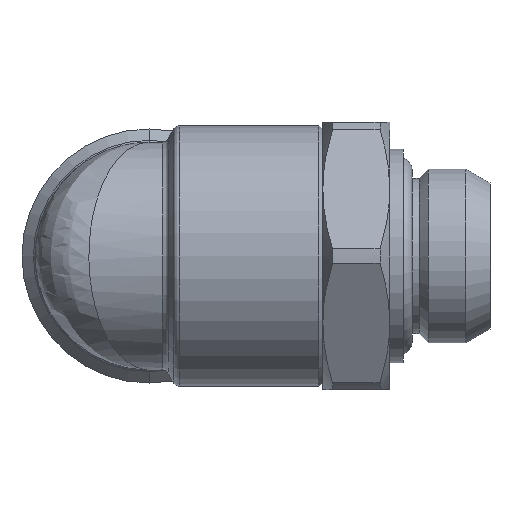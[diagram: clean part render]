
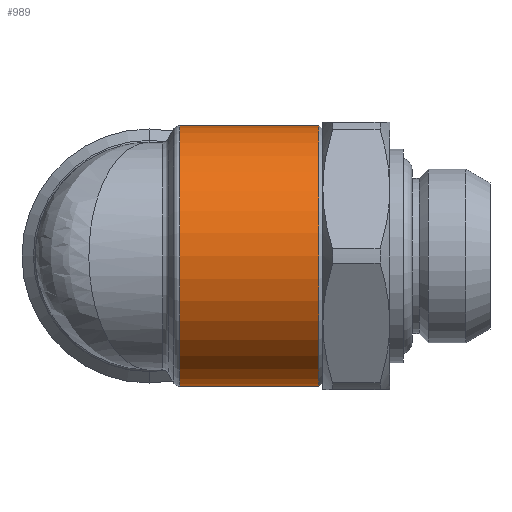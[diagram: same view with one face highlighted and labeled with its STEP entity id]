
A CAD part, left-side view. The second image highlights one B-rep face of the part: STEP entity #989.
In plain terms, the highlighted cylindrical face has radius 9.75 mm (diameter 19.5 mm), a partial arc.
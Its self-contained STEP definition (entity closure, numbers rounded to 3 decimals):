
#985 = EDGE_LOOP ( 'NONE', ( #1048, #990, #986, #987 ) ) ;
#986 = ORIENTED_EDGE ( 'NONE', *, *, #2862, .T. ) ;
#987 = ORIENTED_EDGE ( 'NONE', *, *, #2920, .T. ) ;
#989 = ADVANCED_FACE ( 'NONE', ( #2659 ), #2658, .T. ) ;
#990 = ORIENTED_EDGE ( 'NONE', *, *, #1013, .F. ) ;
#1013 = EDGE_CURVE ( 'NONE', #2894, #2914, #2790, .T. ) ;
#1048 = ORIENTED_EDGE ( 'NONE', *, *, #2896, .F. ) ;
#1275 = DIRECTION ( 'NONE',  ( 0., 1., 0. ) ) ;
#1276 = VECTOR ( 'NONE', #1275, 1000. ) ;
#1277 = CARTESIAN_POINT ( 'NONE',  ( 0., 5.805, 9.75 ) ) ;
#1278 = LINE ( 'NONE', #1277, #1276 ) ;
#1321 = CARTESIAN_POINT ( 'NONE',  ( 0., -2.289, 9.75 ) ) ;
#1377 = LINE ( 'NONE', #1409, #1387 ) ;
#1387 = VECTOR ( 'NONE', #1415, 1000. ) ;
#1391 = CARTESIAN_POINT ( 'NONE',  ( 0., -2.289, -9.75 ) ) ;
#1408 = CARTESIAN_POINT ( 'NONE',  ( 0., -12.7, 9.75 ) ) ;
#1409 = CARTESIAN_POINT ( 'NONE',  ( 0., 5.805, -9.75 ) ) ;
#1415 = DIRECTION ( 'NONE',  ( 0., 1., 0. ) ) ;
#1435 = CARTESIAN_POINT ( 'NONE',  ( 0., -12.7, -9.75 ) ) ;
#1446 = CIRCLE ( 'NONE', #1447, 9.75 ) ;
#1447 = AXIS2_PLACEMENT_3D ( 'NONE', #1457, #1458, #1450 ) ;
#1450 = DIRECTION ( 'NONE',  ( 0., 0., -1. ) ) ;
#1457 = CARTESIAN_POINT ( 'NONE',  ( 0., -2.289, 0. ) ) ;
#1458 = DIRECTION ( 'NONE',  ( 0., -1., 0. ) ) ;
#2419 = DIRECTION ( 'NONE',  ( 0., 1., 0. ) ) ;
#2424 = DIRECTION ( 'NONE',  ( 0., 0., 1. ) ) ;
#2658 = CYLINDRICAL_SURFACE ( 'NONE', #2662, 9.75 ) ;
#2659 = FACE_OUTER_BOUND ( 'NONE', #985, .T. ) ;
#2661 = CARTESIAN_POINT ( 'NONE',  ( 0., 5.805, 0. ) ) ;
#2662 = AXIS2_PLACEMENT_3D ( 'NONE', #2661, #2419, #2424 ) ;
#2790 = CIRCLE ( 'NONE', #2807, 9.75 ) ;
#2804 = DIRECTION ( 'NONE',  ( 0., 0., 1. ) ) ;
#2805 = DIRECTION ( 'NONE',  ( 0., -1., 0. ) ) ;
#2806 = CARTESIAN_POINT ( 'NONE',  ( 0., -12.7, 0. ) ) ;
#2807 = AXIS2_PLACEMENT_3D ( 'NONE', #2806, #2805, #2804 ) ;
#2862 = EDGE_CURVE ( 'NONE', #2894, #2879, #1278, .T. ) ;
#2879 = VERTEX_POINT ( 'NONE', #1321 ) ;
#2894 = VERTEX_POINT ( 'NONE', #1408 ) ;
#2896 = EDGE_CURVE ( 'NONE', #2914, #2904, #1377, .T. ) ;
#2904 = VERTEX_POINT ( 'NONE', #1391 ) ;
#2914 = VERTEX_POINT ( 'NONE', #1435 ) ;
#2920 = EDGE_CURVE ( 'NONE', #2879, #2904, #1446, .T. ) ;
